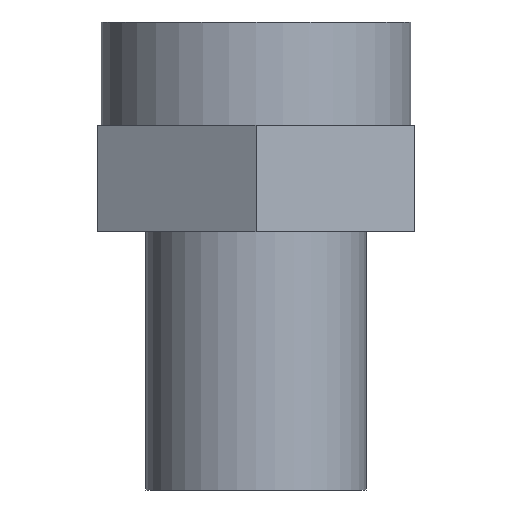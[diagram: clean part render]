
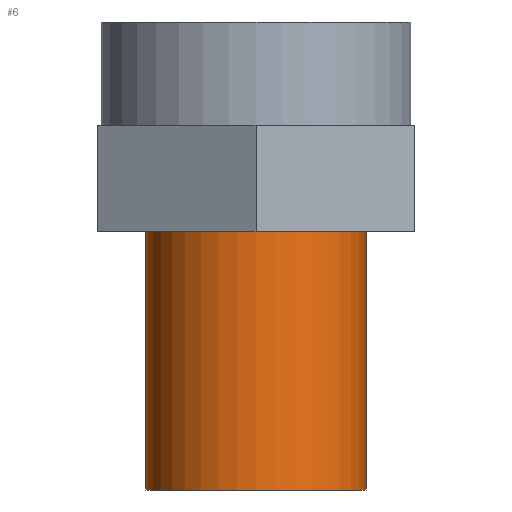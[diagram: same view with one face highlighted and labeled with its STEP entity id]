
A CAD part, front view. The second image highlights one B-rep face of the part: STEP entity #6.
In plain terms, the highlighted cylindrical face has radius 16 mm (diameter 32 mm), a partial arc.
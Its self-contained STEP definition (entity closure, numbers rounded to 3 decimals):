
#6 = ADVANCED_FACE ( 'NONE', ( #497 ), #19, .T. ) ;
#8 = VERTEX_POINT ( 'NONE', #800 ) ;
#19 = CYLINDRICAL_SURFACE ( 'NONE', #889, 16. ) ;
#56 = CIRCLE ( 'NONE', #833, 16. ) ;
#122 = VERTEX_POINT ( 'NONE', #638 ) ;
#128 = EDGE_LOOP ( 'NONE', ( #472, #863, #911, #1065 ) ) ;
#166 = CARTESIAN_POINT ( 'NONE',  ( -16., 0., -30.5 ) ) ;
#255 = CARTESIAN_POINT ( 'NONE',  ( 0., 0., -68. ) ) ;
#273 = DIRECTION ( 'NONE',  ( 0., 0., 1. ) ) ;
#282 = CIRCLE ( 'NONE', #608, 16. ) ;
#296 = DIRECTION ( 'NONE',  ( 0., 0., 1. ) ) ;
#311 = CARTESIAN_POINT ( 'NONE',  ( 0., 0., 0. ) ) ;
#386 = LINE ( 'NONE', #866, #446 ) ;
#388 = EDGE_CURVE ( 'NONE', #569, #8, #56, .T. ) ;
#392 = DIRECTION ( 'NONE',  ( 0., 0., 1. ) ) ;
#400 = DIRECTION ( 'NONE',  ( 0., 0., 1. ) ) ;
#446 = VECTOR ( 'NONE', #296, 1000. ) ;
#472 = ORIENTED_EDGE ( 'NONE', *, *, #832, .F. ) ;
#486 = VECTOR ( 'NONE', #1247, 1000. ) ;
#497 = FACE_OUTER_BOUND ( 'NONE', #128, .T. ) ;
#511 = DIRECTION ( 'NONE',  ( 1., 0., 0. ) ) ;
#569 = VERTEX_POINT ( 'NONE', #621 ) ;
#608 = AXIS2_PLACEMENT_3D ( 'NONE', #1067, #392, #1164 ) ;
#621 = CARTESIAN_POINT ( 'NONE',  ( -16., 0., -68. ) ) ;
#638 = CARTESIAN_POINT ( 'NONE',  ( 16., 0., -30.5 ) ) ;
#664 = DIRECTION ( 'NONE',  ( 1., 0., 0. ) ) ;
#765 = EDGE_CURVE ( 'NONE', #1162, #122, #282, .T. ) ;
#797 = EDGE_CURVE ( 'NONE', #8, #122, #386, .T. ) ;
#800 = CARTESIAN_POINT ( 'NONE',  ( 16., 0., -68. ) ) ;
#832 = EDGE_CURVE ( 'NONE', #569, #1162, #977, .T. ) ;
#833 = AXIS2_PLACEMENT_3D ( 'NONE', #255, #273, #664 ) ;
#863 = ORIENTED_EDGE ( 'NONE', *, *, #388, .T. ) ;
#866 = CARTESIAN_POINT ( 'NONE',  ( 16., 0., 0. ) ) ;
#889 = AXIS2_PLACEMENT_3D ( 'NONE', #311, #400, #511 ) ;
#911 = ORIENTED_EDGE ( 'NONE', *, *, #797, .T. ) ;
#977 = LINE ( 'NONE', #982, #486 ) ;
#982 = CARTESIAN_POINT ( 'NONE',  ( -16., 0., 0. ) ) ;
#1065 = ORIENTED_EDGE ( 'NONE', *, *, #765, .F. ) ;
#1067 = CARTESIAN_POINT ( 'NONE',  ( 0., 0., -30.5 ) ) ;
#1162 = VERTEX_POINT ( 'NONE', #166 ) ;
#1164 = DIRECTION ( 'NONE',  ( 1., 0., 0. ) ) ;
#1247 = DIRECTION ( 'NONE',  ( 0., 0., 1. ) ) ;
